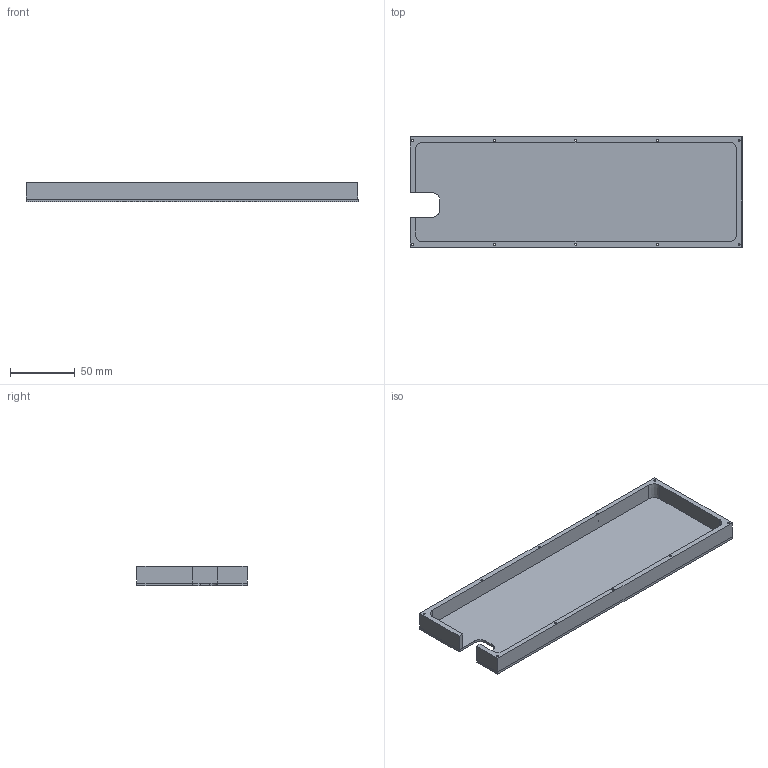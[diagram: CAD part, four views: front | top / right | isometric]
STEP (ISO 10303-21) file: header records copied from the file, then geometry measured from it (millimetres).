
FILE_DESCRIPTION(('Open CASCADE Model'),'2;1');
FILE_NAME('Open CASCADE Shape Model','2019-05-14T22:19:57',('Author'),( 'Open CASCADE'),'Open CASCADE STEP processor 7.1','Open CASCADE 7.1' ,'Unknown');
FILE_SCHEMA(('AUTOMOTIVE_DESIGN { 1 0 10303 214 1 1 1 1 }'));
Length unit declared in the file: millimetre
Products named in the file (1): Open CASCADE STEP translator 7.1 1
Bounding box: 256 x 85 x 15 mm (x, y, z)
Volume: 76395.9 mm3; surface area: 61628.3 mm2
Topology: 1 solids, 1 shells, 39 faces, 108 edges, 72 vertices
Faces by surface type: extrusion 26, cylinder 10, plane 3
Full cylindrical faces by diameter (mm): 1.6 x10
Entity records: 2678 total; most frequent: CARTESIAN_POINT 716, DIRECTION 274, ORIENTED_EDGE 216, PCURVE 216, DEFINITIONAL_REPRESENTATION 216, VECTOR 206, LINE 180, EDGE_CURVE 108
